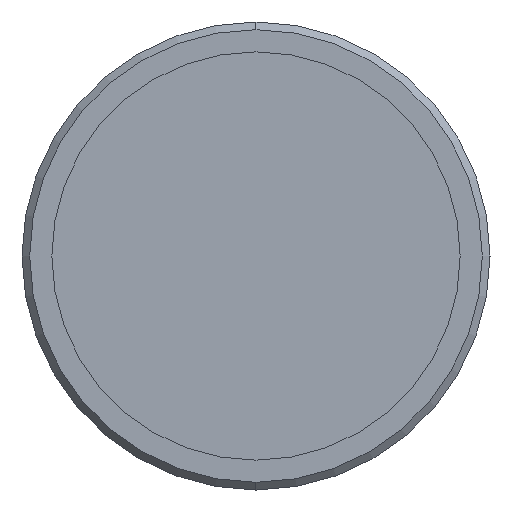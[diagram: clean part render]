
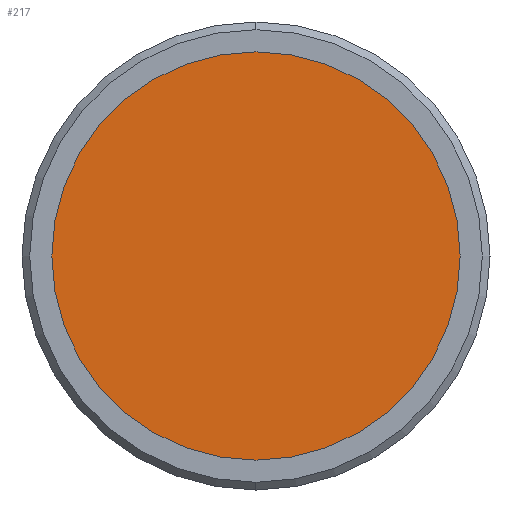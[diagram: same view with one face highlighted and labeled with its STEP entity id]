
A CAD part, left-side view. The second image highlights one B-rep face of the part: STEP entity #217.
In plain terms, the highlighted planar face has unit normal (-1, 0, 0).
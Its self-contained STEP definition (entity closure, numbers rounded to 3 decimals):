
#111 = DIRECTION ( 'NONE',  ( 1., 0., 0. ) ) ;
#147 = CIRCLE ( 'NONE', #440, 39.7 ) ;
#217 = ADVANCED_FACE ( 'NONE', ( #258 ), #562, .F. ) ;
#258 = FACE_OUTER_BOUND ( 'NONE', #524, .T. ) ;
#278 = EDGE_CURVE ( 'NONE', #505, #319, #147, .T. ) ;
#305 = CARTESIAN_POINT ( 'NONE',  ( -351.5, -27.068, 39.7 ) ) ;
#319 = VERTEX_POINT ( 'NONE', #413 ) ;
#339 = ORIENTED_EDGE ( 'NONE', *, *, #711, .T. ) ;
#349 = DIRECTION ( 'NONE',  ( -1., 0., 0. ) ) ;
#412 = CARTESIAN_POINT ( 'NONE',  ( -351.5, -27.068, 0. ) ) ;
#413 = CARTESIAN_POINT ( 'NONE',  ( -351.5, -27.068, -39.7 ) ) ;
#440 = AXIS2_PLACEMENT_3D ( 'NONE', #951, #349, #777 ) ;
#505 = VERTEX_POINT ( 'NONE', #305 ) ;
#524 = EDGE_LOOP ( 'NONE', ( #707, #339 ) ) ;
#562 = PLANE ( 'NONE',  #642 ) ;
#642 = AXIS2_PLACEMENT_3D ( 'NONE', #856, #111, #723 ) ;
#681 = AXIS2_PLACEMENT_3D ( 'NONE', #412, #936, #939 ) ;
#707 = ORIENTED_EDGE ( 'NONE', *, *, #278, .T. ) ;
#711 = EDGE_CURVE ( 'NONE', #319, #505, #876, .T. ) ;
#723 = DIRECTION ( 'NONE',  ( 0., 0., -1. ) ) ;
#777 = DIRECTION ( 'NONE',  ( 0., 0., 1. ) ) ;
#856 = CARTESIAN_POINT ( 'NONE',  ( -351.5, 12.632, 0. ) ) ;
#876 = CIRCLE ( 'NONE', #681, 39.7 ) ;
#936 = DIRECTION ( 'NONE',  ( -1., 0., 0. ) ) ;
#939 = DIRECTION ( 'NONE',  ( 0., 0., 1. ) ) ;
#951 = CARTESIAN_POINT ( 'NONE',  ( -351.5, -27.068, 0. ) ) ;
